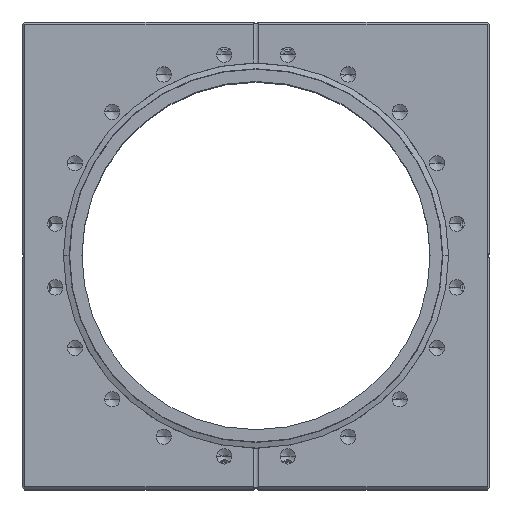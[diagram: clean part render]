
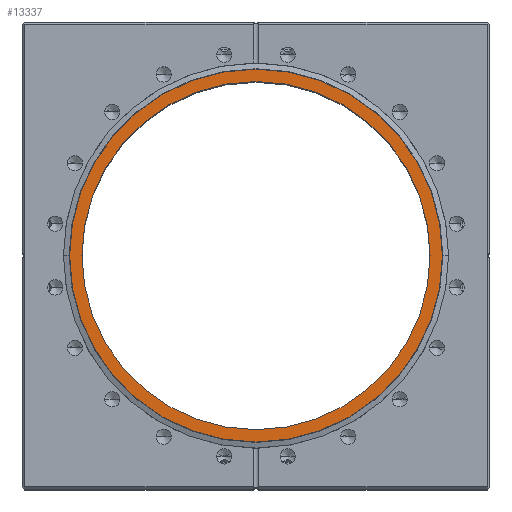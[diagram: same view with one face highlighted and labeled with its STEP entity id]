
A CAD part, top view. The second image highlights one B-rep face of the part: STEP entity #13337.
In plain terms, the highlighted planar face has unit normal (0, 0, 1).
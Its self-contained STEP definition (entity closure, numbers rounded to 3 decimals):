
#415 = AXIS2_PLACEMENT_3D ( 'NONE', #16968, #4778, #19033 ) ;
#468 = VERTEX_POINT ( 'NONE', #4693 ) ;
#950 = DIRECTION ( 'NONE',  ( 1., 0., 0. ) ) ;
#1187 = EDGE_CURVE ( 'NONE', #13850, #4287, #20637, .T. ) ;
#2744 = AXIS2_PLACEMENT_3D ( 'NONE', #16378, #4191, #18429 ) ;
#4191 = DIRECTION ( 'NONE',  ( 0., 0., -1. ) ) ;
#4287 = VERTEX_POINT ( 'NONE', #15000 ) ;
#4341 = VERTEX_POINT ( 'NONE', #9149 ) ;
#4693 = CARTESIAN_POINT ( 'NONE',  ( -82.998, 0., 102.8 ) ) ;
#4778 = DIRECTION ( 'NONE',  ( 0., 0., -1. ) ) ;
#5988 = FACE_BOUND ( 'NONE', #25646, .T. ) ;
#6142 = ORIENTED_EDGE ( 'NONE', *, *, #1187, .T. ) ;
#7604 = PLANE ( 'NONE',  #15594 ) ;
#7678 = DIRECTION ( 'NONE',  ( 0., 0., 1. ) ) ;
#8301 = AXIS2_PLACEMENT_3D ( 'NONE', #11337, #25546, #13374 ) ;
#9149 = CARTESIAN_POINT ( 'NONE',  ( 82.998, 0., 102.8 ) ) ;
#9961 = EDGE_CURVE ( 'NONE', #4287, #13850, #13935, .T. ) ;
#11337 = CARTESIAN_POINT ( 'NONE',  ( 0., 0., 102.8 ) ) ;
#12258 = CIRCLE ( 'NONE', #415, 82.998 ) ;
#13140 = DIRECTION ( 'NONE',  ( 0., 0., -1. ) ) ;
#13275 = ORIENTED_EDGE ( 'NONE', *, *, #25979, .F. ) ;
#13337 = ADVANCED_FACE ( 'NONE', ( #26355, #5988 ), #7604, .T. ) ;
#13374 = DIRECTION ( 'NONE',  ( -1., 0., 0. ) ) ;
#13850 = VERTEX_POINT ( 'NONE', #24220 ) ;
#13935 = CIRCLE ( 'NONE', #17548, 77.5 ) ;
#14498 = EDGE_CURVE ( 'NONE', #468, #4341, #15663, .T. ) ;
#15000 = CARTESIAN_POINT ( 'NONE',  ( -77.5, 0., 102.8 ) ) ;
#15594 = AXIS2_PLACEMENT_3D ( 'NONE', #19892, #7678, #21949 ) ;
#15663 = CIRCLE ( 'NONE', #8301, 82.998 ) ;
#16378 = CARTESIAN_POINT ( 'NONE',  ( 0., 0., 102.8 ) ) ;
#16968 = CARTESIAN_POINT ( 'NONE',  ( 0., 0., 102.8 ) ) ;
#17548 = AXIS2_PLACEMENT_3D ( 'NONE', #25324, #13140, #950 ) ;
#18429 = DIRECTION ( 'NONE',  ( 1., 0., 0. ) ) ;
#19033 = DIRECTION ( 'NONE',  ( -1., 0., 0. ) ) ;
#19892 = CARTESIAN_POINT ( 'NONE',  ( 82.998, 0., 102.8 ) ) ;
#20175 = EDGE_LOOP ( 'NONE', ( #13275, #21451 ) ) ;
#20637 = CIRCLE ( 'NONE', #2744, 77.5 ) ;
#21451 = ORIENTED_EDGE ( 'NONE', *, *, #14498, .F. ) ;
#21949 = DIRECTION ( 'NONE',  ( 1., 0., 0. ) ) ;
#23601 = ORIENTED_EDGE ( 'NONE', *, *, #9961, .T. ) ;
#24220 = CARTESIAN_POINT ( 'NONE',  ( 77.5, 0., 102.8 ) ) ;
#25324 = CARTESIAN_POINT ( 'NONE',  ( 0., 0., 102.8 ) ) ;
#25546 = DIRECTION ( 'NONE',  ( 0., 0., -1. ) ) ;
#25646 = EDGE_LOOP ( 'NONE', ( #6142, #23601 ) ) ;
#25979 = EDGE_CURVE ( 'NONE', #4341, #468, #12258, .T. ) ;
#26355 = FACE_OUTER_BOUND ( 'NONE', #20175, .T. ) ;
